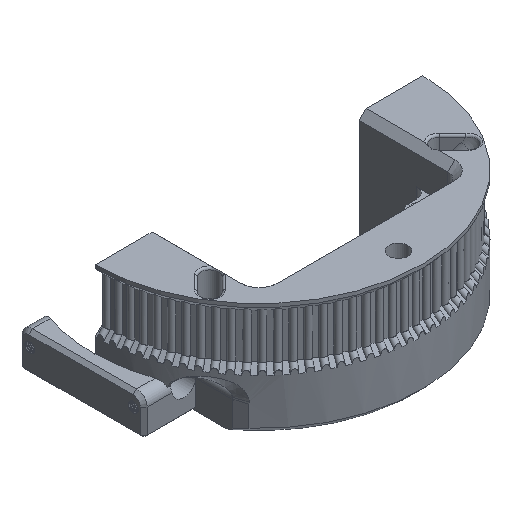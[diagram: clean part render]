
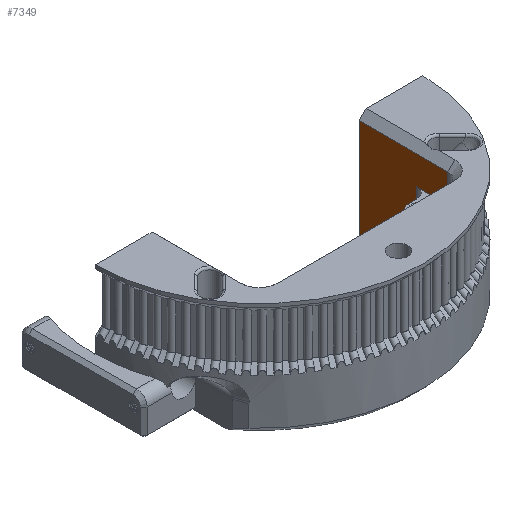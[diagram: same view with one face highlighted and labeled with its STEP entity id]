
A CAD part, isometric view. The second image highlights one B-rep face of the part: STEP entity #7349.
In plain terms, the highlighted planar face has unit normal (-1, 0, 0).
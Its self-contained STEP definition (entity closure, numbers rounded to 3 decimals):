
#166=PLANE('',#7904);
#423=FACE_OUTER_BOUND('',#846,.T.);
#846=EDGE_LOOP('',(#5768,#5769,#5770,#5771,#5772,#5773));
#1933=LINE('',#13589,#2312);
#1995=LINE('',#17686,#2374);
#2038=LINE('',#18116,#2417);
#2039=LINE('',#18120,#2418);
#2040=LINE('',#18122,#2419);
#2041=LINE('',#18123,#2420);
#2312=VECTOR('',#8628,10.);
#2374=VECTOR('',#8988,10.);
#2417=VECTOR('',#9101,10.);
#2418=VECTOR('',#9106,10.);
#2419=VECTOR('',#9107,10.);
#2420=VECTOR('',#9108,10.);
#2913=VERTEX_POINT('',#13586);
#2914=VERTEX_POINT('',#13588);
#3089=VERTEX_POINT('',#17684);
#3133=VERTEX_POINT('',#18115);
#3134=VERTEX_POINT('',#18119);
#3135=VERTEX_POINT('',#18121);
#3746=EDGE_CURVE('',#2913,#2914,#1933,.T.);
#4048=EDGE_CURVE('',#3089,#2913,#1995,.F.);
#4116=EDGE_CURVE('',#2914,#3133,#2038,.T.);
#4118=EDGE_CURVE('',#3134,#3089,#2039,.T.);
#4119=EDGE_CURVE('',#3135,#3134,#2040,.T.);
#4120=EDGE_CURVE('',#3133,#3135,#2041,.T.);
#5768=ORIENTED_EDGE('',*,*,#3746,.F.);
#5769=ORIENTED_EDGE('',*,*,#4048,.F.);
#5770=ORIENTED_EDGE('',*,*,#4118,.F.);
#5771=ORIENTED_EDGE('',*,*,#4119,.F.);
#5772=ORIENTED_EDGE('',*,*,#4120,.F.);
#5773=ORIENTED_EDGE('',*,*,#4116,.F.);
#7349=ADVANCED_FACE('',(#423),#166,.F.);
#7904=AXIS2_PLACEMENT_3D('',#18118,#9104,#9105);
#8628=DIRECTION('',(0.,-1.,0.));
#8988=DIRECTION('',(0.,0.,-1.));
#9101=DIRECTION('',(0.,0.,-1.));
#9104=DIRECTION('center_axis',(1.,0.,0.));
#9105=DIRECTION('ref_axis',(0.,1.,0.));
#9106=DIRECTION('',(0.,1.,0.));
#9107=DIRECTION('',(0.,0.,-1.));
#9108=DIRECTION('',(0.,1.,0.));
#13586=CARTESIAN_POINT('',(-59.723,370.25,31.));
#13588=CARTESIAN_POINT('',(-59.723,344.75,31.));
#13589=CARTESIAN_POINT('',(-59.723,362.075,31.));
#17684=CARTESIAN_POINT('',(-59.723,370.25,0.6));
#17686=CARTESIAN_POINT('',(-59.723,370.25,12.75));
#18115=CARTESIAN_POINT('',(-59.723,344.75,22.8));
#18116=CARTESIAN_POINT('',(-59.723,344.75,9.));
#18118=CARTESIAN_POINT('Origin',(-59.723,353.7,9.));
#18119=CARTESIAN_POINT('',(-59.723,353.7,0.6));
#18120=CARTESIAN_POINT('',(-59.723,362.075,0.6));
#18121=CARTESIAN_POINT('',(-59.723,353.7,22.8));
#18122=CARTESIAN_POINT('',(-59.723,353.7,9.));
#18123=CARTESIAN_POINT('',(-59.723,344.95,22.8));
